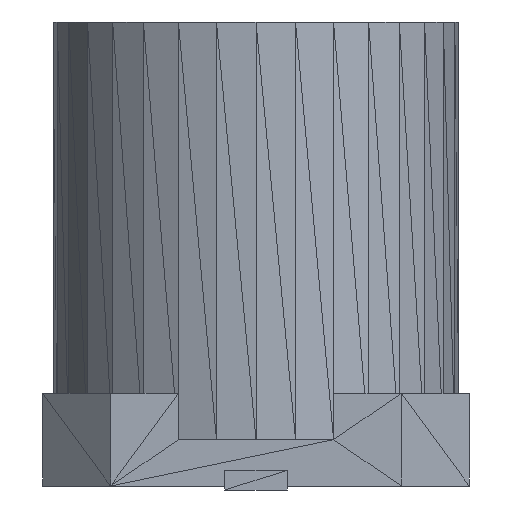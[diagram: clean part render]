
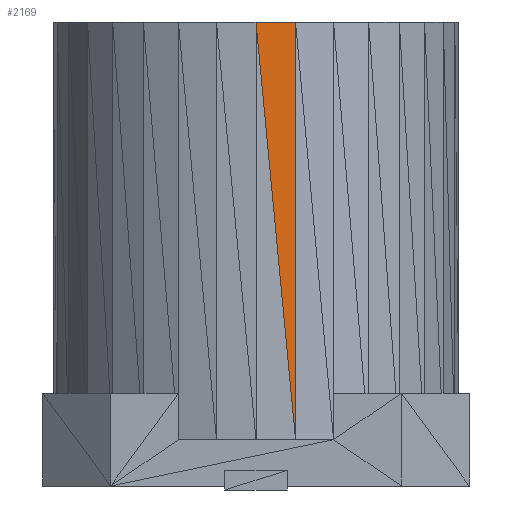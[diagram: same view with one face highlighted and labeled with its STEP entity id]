
A CAD part, left-side view. The second image highlights one B-rep face of the part: STEP entity #2169.
In plain terms, the highlighted planar face has unit normal (-0.995, -0.098, 0).
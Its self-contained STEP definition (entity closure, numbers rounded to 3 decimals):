
#2169=ADVANCED_FACE('',(#2170),#2196,.F.);
#2170=FACE_OUTER_BOUND('',#2171,.T.);
#2171=EDGE_LOOP('',(#2172,#2174,#2176));
#2172=ORIENTED_EDGE('',*,*,#2173,.T.);
#2173=EDGE_CURVE('',#2178,#2180,#2182,.T.);
#2174=ORIENTED_EDGE('',*,*,#2175,.T.);
#2175=EDGE_CURVE('',#2180,#2186,#2188,.T.);
#2176=ORIENTED_EDGE('',*,*,#2177,.T.);
#2177=EDGE_CURVE('',#2186,#2178,#2192,.T.);
#2178=VERTEX_POINT('',#2179);
#2179=CARTESIAN_POINT('',(-2.618,0.0,6.045));
#2180=VERTEX_POINT('',#2181);
#2181=CARTESIAN_POINT('',(-2.568,-0.511,6.045));
#2182=LINE('',#2183,#2184);
#2183=CARTESIAN_POINT('',(-2.618,0.0,6.045));
#2184=VECTOR('',#2185,1.0);
#2185=DIRECTION('',(-0.098,0.995,0.0));
#2186=VERTEX_POINT('',#2187);
#2187=CARTESIAN_POINT('',(-2.568,-0.511,0.65));
#2188=LINE('',#2189,#2190);
#2189=CARTESIAN_POINT('',(-2.568,-0.511,6.045));
#2190=VECTOR('',#2191,1.0);
#2191=DIRECTION('',(0.0,0.0,1.0));
#2192=LINE('',#2193,#2194);
#2193=CARTESIAN_POINT('',(-2.568,-0.511,0.65));
#2194=VECTOR('',#2195,1.0);
#2195=DIRECTION('',(0.009,-0.094,-0.996));
#2196=PLANE('',#2197);
#2197=AXIS2_PLACEMENT_3D('',#2198,#2199,#2200);
#2198=CARTESIAN_POINT('',(-2.568,-0.511,6.045));
#2199=DIRECTION('',(0.995,0.098,0.0));
#2200=DIRECTION('',(-0.009,0.094,0.996));
